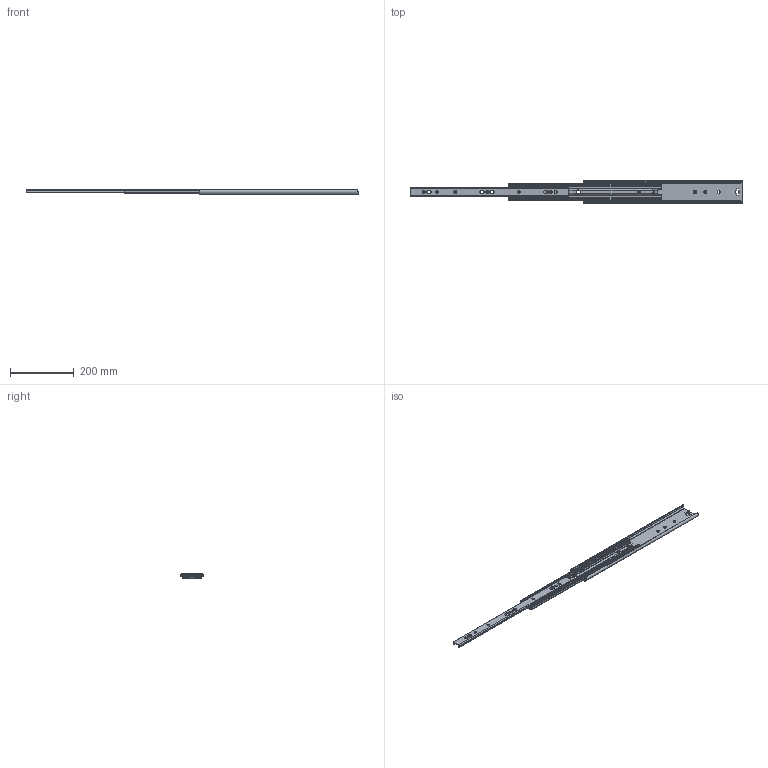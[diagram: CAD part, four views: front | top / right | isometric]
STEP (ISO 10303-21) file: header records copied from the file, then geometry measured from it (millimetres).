
FILE_DESCRIPTION(/* description */ ('TITAN-D- 500/545mm (18.5) Zinc-Magnesium'),/* implementation_level */ '2;1');
FILE_NAME(/* name */ 'M01-AA4_00_open.stp',/* time_stamp */ '2025-09-08T15:00:46+02:00',/* author */ ('l.hoffmann'),/* organization */ (''),/* preprocessor_version */ 'ST-DEVELOPER v20',/* originating_system */ 'Autodesk Inventor 2022',/* authorisation */ '');
FILE_SCHEMA (('AUTOMOTIVE_DESIGN { 1 0 10303 214 3 1 1 }'));
Length unit declared in the file: millimetre
Products named in the file (14): M01-F66; 511-M01-F66-TM1; 511-M01-F66-TM1_1; E000175363; E000175360; E000175359; 512-M01-F66-TM2; 512-M01-F66-TM2_1; E000175372; E000175350; E000175370; E000175369; 514-M01-F66-TM3; 514-M01-F66-TM3_1
Assembly tree (34 placements, depth 3):
  M01-F66
    511-M01-F66-TM1
      511-M01-F66-TM1_1
    E000175363
      E000175350
      E000175360
      E000175359  x12
    512-M01-F66-TM2
      512-M01-F66-TM2_1
    E000175372
      E000175350
      E000175370
      E000175369  x10
    514-M01-F66-TM3
      514-M01-F66-TM3_1
Bounding box: 1045 x 70.9 x 18.4 mm (x, y, z)
Volume: 244396.8 mm3; surface area: 291746.2 mm2
Topology: 49 solids, 49 shells, 1312 faces, 3939 edges, 2622 vertices
Faces by surface type: plane 609, cylinder 605, cone 54, sphere 44
Full cylindrical faces by diameter (mm): 7.9 x20, 8 x3, 9 x24, 13 x2
Entity records: 46200 total; most frequent: CARTESIAN_POINT 10058, ORIENTED_EDGE 7622, DIRECTION 7433, EDGE_CURVE 3811, AXIS2_PLACEMENT_3D 2549, VERTEX_POINT 2542, LINE 2335, VECTOR 2335
